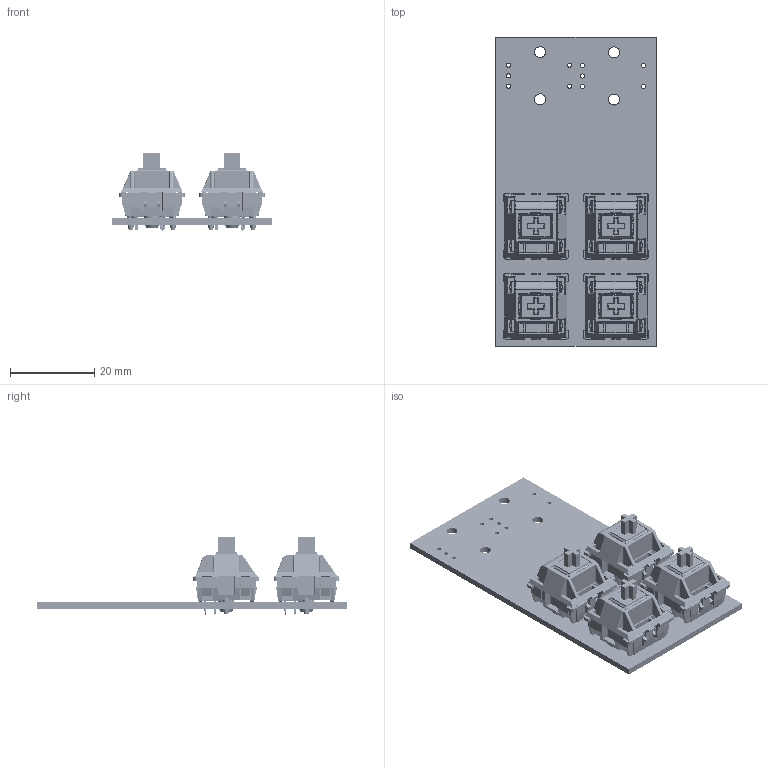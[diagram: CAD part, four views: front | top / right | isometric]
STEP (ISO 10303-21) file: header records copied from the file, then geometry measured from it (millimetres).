
FILE_DESCRIPTION(('KiCad electronic assembly'),'2;1');
FILE_NAME('Hackpad.step','2025-07-11T18:18:46',('Pcbnew'),('Kicad'), 'Open CASCADE STEP processor 7.8','KiCad to STEP converter','Unknown' );
FILE_SCHEMA(('AUTOMOTIVE_DESIGN { 1 0 10303 214 1 1 1 1 }'));
Length unit declared in the file: millimetre
Products named in the file (3): Hackpad 1; SW_Cherry_MX_PCB; Hackpad_PCB
Assembly tree (5 placements, depth 2):
  Hackpad 1
    SW_Cherry_MX_PCB  x4
    Hackpad_PCB
Bounding box: 38.1 x 73.41 x 18.6 mm (x, y, z)
Volume: 8062.7 mm3; surface area: 19046 mm2
Topology: 29 solids, 29 shells, 3809 faces, 10041 edges, 6330 vertices
Faces by surface type: plane 2343, cylinder 1050, torus 144, bspline 128, sphere 104, cone 40
Full cylindrical faces by diameter (mm): 1 x10, 1.5 x8, 1.75 x8, 2.6 x4, 4 x4
Entity records: 46043 total; most frequent: CARTESIAN_POINT 15049, ORIENTED_EDGE 5188, DIRECTION 4826, EDGE_CURVE 2594, LINE 1886, VECTOR 1886, VERTEX_POINT 1641, AXIS2_PLACEMENT_3D 1470
